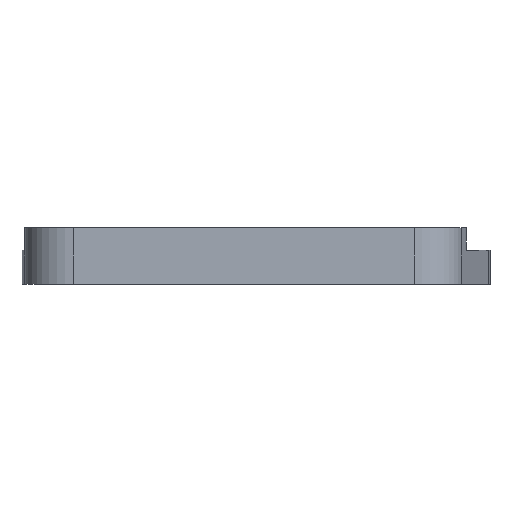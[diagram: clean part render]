
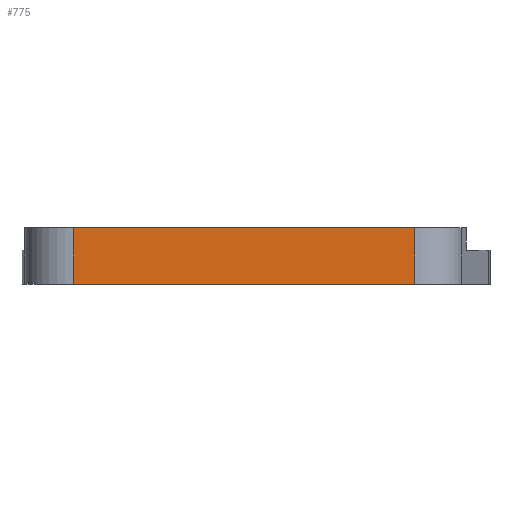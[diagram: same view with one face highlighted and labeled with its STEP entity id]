
A CAD part, left-side view. The second image highlights one B-rep face of the part: STEP entity #775.
In plain terms, the highlighted planar face has unit normal (-1, 0, 0).
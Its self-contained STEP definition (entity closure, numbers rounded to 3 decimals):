
#32 = PLANE('',#33);
#33 = AXIS2_PLACEMENT_3D('',#34,#35,#36);
#34 = CARTESIAN_POINT('',(-11.173,0.717,10.));
#35 = DIRECTION('',(-0.,-0.,-1.));
#36 = DIRECTION('',(-1.,0.,0.));
#57 = VERTEX_POINT('',#58);
#58 = CARTESIAN_POINT('',(-27.683,-30.565,10.));
#77 = CYLINDRICAL_SURFACE('',#78,8.5);
#78 = AXIS2_PLACEMENT_3D('',#79,#80,#81);
#79 = CARTESIAN_POINT('',(-19.183,-30.565,0.));
#80 = DIRECTION('',(-0.,-0.,-1.));
#81 = DIRECTION('',(1.,0.,0.));
#89 = EDGE_CURVE('',#57,#90,#92,.T.);
#90 = VERTEX_POINT('',#91);
#91 = CARTESIAN_POINT('',(-27.683,29.435,10.));
#92 = SURFACE_CURVE('',#93,(#97,#104),.PCURVE_S1.);
#93 = LINE('',#94,#95);
#94 = CARTESIAN_POINT('',(-27.683,-30.565,10.));
#95 = VECTOR('',#96,1.);
#96 = DIRECTION('',(0.,1.,0.));
#97 = PCURVE('',#32,#98);
#98 = DEFINITIONAL_REPRESENTATION('',(#99),#103);
#99 = LINE('',#100,#101);
#100 = CARTESIAN_POINT('',(16.51,-31.282));
#101 = VECTOR('',#102,1.);
#102 = DIRECTION('',(0.,1.));
#103 = ( GEOMETRIC_REPRESENTATION_CONTEXT(2) 
PARAMETRIC_REPRESENTATION_CONTEXT() REPRESENTATION_CONTEXT('2D SPACE',''
  ) );
#104 = PCURVE('',#105,#110);
#105 = PLANE('',#106);
#106 = AXIS2_PLACEMENT_3D('',#107,#108,#109);
#107 = CARTESIAN_POINT('',(-27.683,-30.565,0.));
#108 = DIRECTION('',(-1.,0.,0.));
#109 = DIRECTION('',(0.,1.,0.));
#110 = DEFINITIONAL_REPRESENTATION('',(#111),#115);
#111 = LINE('',#112,#113);
#112 = CARTESIAN_POINT('',(0.,-10.));
#113 = VECTOR('',#114,1.);
#114 = DIRECTION('',(1.,0.));
#115 = ( GEOMETRIC_REPRESENTATION_CONTEXT(2) 
PARAMETRIC_REPRESENTATION_CONTEXT() REPRESENTATION_CONTEXT('2D SPACE',''
  ) );
#138 = CYLINDRICAL_SURFACE('',#139,8.5);
#139 = AXIS2_PLACEMENT_3D('',#140,#141,#142);
#140 = CARTESIAN_POINT('',(-19.183,29.435,0.));
#141 = DIRECTION('',(-0.,-0.,-1.));
#142 = DIRECTION('',(1.,0.,0.));
#507 = PLANE('',#508);
#508 = AXIS2_PLACEMENT_3D('',#509,#510,#511);
#509 = CARTESIAN_POINT('',(-11.173,0.717,0.));
#510 = DIRECTION('',(-0.,-0.,-1.));
#511 = DIRECTION('',(-1.,0.,0.));
#676 = EDGE_CURVE('',#677,#57,#679,.T.);
#677 = VERTEX_POINT('',#678);
#678 = CARTESIAN_POINT('',(-27.683,-30.565,0.));
#679 = SURFACE_CURVE('',#680,(#684,#691),.PCURVE_S1.);
#680 = LINE('',#681,#682);
#681 = CARTESIAN_POINT('',(-27.683,-30.565,0.));
#682 = VECTOR('',#683,1.);
#683 = DIRECTION('',(0.,0.,1.));
#684 = PCURVE('',#77,#685);
#685 = DEFINITIONAL_REPRESENTATION('',(#686),#690);
#686 = LINE('',#687,#688);
#687 = CARTESIAN_POINT('',(-3.142,0.));
#688 = VECTOR('',#689,1.);
#689 = DIRECTION('',(-0.,-1.));
#690 = ( GEOMETRIC_REPRESENTATION_CONTEXT(2) 
PARAMETRIC_REPRESENTATION_CONTEXT() REPRESENTATION_CONTEXT('2D SPACE',''
  ) );
#691 = PCURVE('',#105,#692);
#692 = DEFINITIONAL_REPRESENTATION('',(#693),#697);
#693 = LINE('',#694,#695);
#694 = CARTESIAN_POINT('',(0.,0.));
#695 = VECTOR('',#696,1.);
#696 = DIRECTION('',(0.,-1.));
#697 = ( GEOMETRIC_REPRESENTATION_CONTEXT(2) 
PARAMETRIC_REPRESENTATION_CONTEXT() REPRESENTATION_CONTEXT('2D SPACE',''
  ) );
#775 = ADVANCED_FACE('',(#776),#105,.T.);
#776 = FACE_BOUND('',#777,.T.);
#777 = EDGE_LOOP('',(#778,#779,#780,#803));
#778 = ORIENTED_EDGE('',*,*,#676,.T.);
#779 = ORIENTED_EDGE('',*,*,#89,.T.);
#780 = ORIENTED_EDGE('',*,*,#781,.F.);
#781 = EDGE_CURVE('',#782,#90,#784,.T.);
#782 = VERTEX_POINT('',#783);
#783 = CARTESIAN_POINT('',(-27.683,29.435,0.));
#784 = SURFACE_CURVE('',#785,(#789,#796),.PCURVE_S1.);
#785 = LINE('',#786,#787);
#786 = CARTESIAN_POINT('',(-27.683,29.435,0.));
#787 = VECTOR('',#788,1.);
#788 = DIRECTION('',(0.,0.,1.));
#789 = PCURVE('',#105,#790);
#790 = DEFINITIONAL_REPRESENTATION('',(#791),#795);
#791 = LINE('',#792,#793);
#792 = CARTESIAN_POINT('',(60.,0.));
#793 = VECTOR('',#794,1.);
#794 = DIRECTION('',(0.,-1.));
#795 = ( GEOMETRIC_REPRESENTATION_CONTEXT(2) 
PARAMETRIC_REPRESENTATION_CONTEXT() REPRESENTATION_CONTEXT('2D SPACE',''
  ) );
#796 = PCURVE('',#138,#797);
#797 = DEFINITIONAL_REPRESENTATION('',(#798),#802);
#798 = LINE('',#799,#800);
#799 = CARTESIAN_POINT('',(-3.142,0.));
#800 = VECTOR('',#801,1.);
#801 = DIRECTION('',(-0.,-1.));
#802 = ( GEOMETRIC_REPRESENTATION_CONTEXT(2) 
PARAMETRIC_REPRESENTATION_CONTEXT() REPRESENTATION_CONTEXT('2D SPACE',''
  ) );
#803 = ORIENTED_EDGE('',*,*,#804,.F.);
#804 = EDGE_CURVE('',#677,#782,#805,.T.);
#805 = SURFACE_CURVE('',#806,(#810,#817),.PCURVE_S1.);
#806 = LINE('',#807,#808);
#807 = CARTESIAN_POINT('',(-27.683,-30.565,0.));
#808 = VECTOR('',#809,1.);
#809 = DIRECTION('',(0.,1.,0.));
#810 = PCURVE('',#105,#811);
#811 = DEFINITIONAL_REPRESENTATION('',(#812),#816);
#812 = LINE('',#813,#814);
#813 = CARTESIAN_POINT('',(0.,0.));
#814 = VECTOR('',#815,1.);
#815 = DIRECTION('',(1.,0.));
#816 = ( GEOMETRIC_REPRESENTATION_CONTEXT(2) 
PARAMETRIC_REPRESENTATION_CONTEXT() REPRESENTATION_CONTEXT('2D SPACE',''
  ) );
#817 = PCURVE('',#507,#818);
#818 = DEFINITIONAL_REPRESENTATION('',(#819),#823);
#819 = LINE('',#820,#821);
#820 = CARTESIAN_POINT('',(16.51,-31.282));
#821 = VECTOR('',#822,1.);
#822 = DIRECTION('',(0.,1.));
#823 = ( GEOMETRIC_REPRESENTATION_CONTEXT(2) 
PARAMETRIC_REPRESENTATION_CONTEXT() REPRESENTATION_CONTEXT('2D SPACE',''
  ) );
